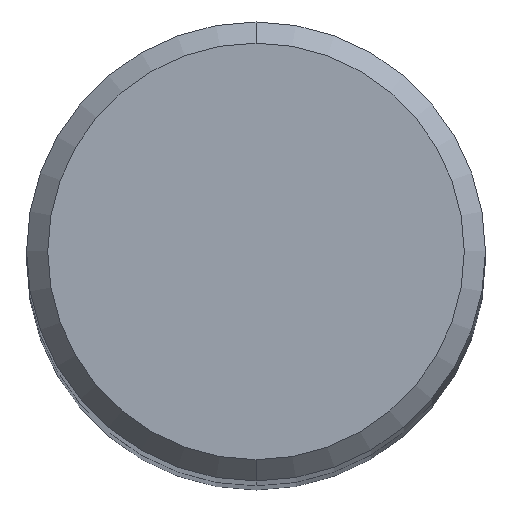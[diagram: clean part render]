
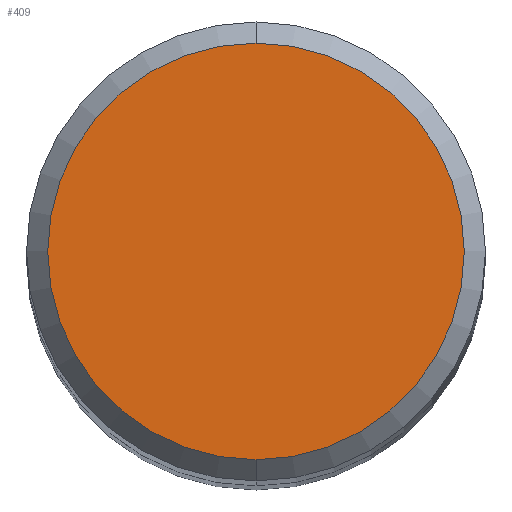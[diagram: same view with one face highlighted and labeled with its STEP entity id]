
A CAD part, top view. The second image highlights one B-rep face of the part: STEP entity #409.
In plain terms, the highlighted planar face has unit normal (0, 0, 1).
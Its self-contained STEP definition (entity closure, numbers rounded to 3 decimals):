
#195=EDGE_CURVE('',#257,#343,#473,.T.);
#257=VERTEX_POINT('',#539);
#343=VERTEX_POINT('',#635);
#383=EDGE_CURVE('',#343,#257,#679,.T.);
#409=ADVANCED_FACE('',(#708),#709,.T.);
#473=CIRCLE('',#788,5.9);
#539=CARTESIAN_POINT('',(0.0,5.9,0.0));
#635=CARTESIAN_POINT('',(0.,-5.9,0.0));
#679=CIRCLE('',#1311,5.9);
#708=FACE_OUTER_BOUND('',#1364,.T.);
#709=PLANE('',#1365);
#788=AXIS2_PLACEMENT_3D('',#1425,#1426,#1427);
#1311=AXIS2_PLACEMENT_3D('',#1629,#1630,#1631);
#1364=EDGE_LOOP('',(#1671,#1672));
#1365=AXIS2_PLACEMENT_3D('',#1673,#1674,#1675);
#1425=CARTESIAN_POINT('',(0.0,0.0,0.0));
#1426=DIRECTION('',(0.0,0.0,-1.0));
#1427=DIRECTION('',(0.0,1.0,0.0));
#1629=CARTESIAN_POINT('',(0.0,0.0,0.0));
#1630=DIRECTION('',(0.0,0.0,-1.0));
#1631=DIRECTION('',(0.0,1.0,0.0));
#1671=ORIENTED_EDGE('',*,*,#195,.F.);
#1672=ORIENTED_EDGE('',*,*,#383,.F.);
#1673=CARTESIAN_POINT('',(0.0,2.95,0.0));
#1674=DIRECTION('',(-0.0,0.0,1.0));
#1675=DIRECTION('',(0.0,-1.0,0.0));
